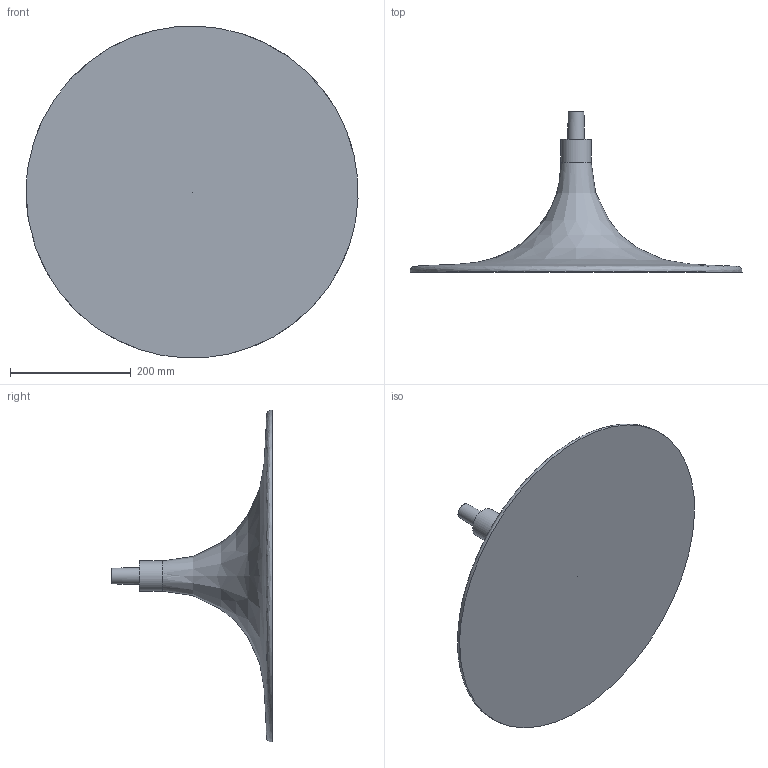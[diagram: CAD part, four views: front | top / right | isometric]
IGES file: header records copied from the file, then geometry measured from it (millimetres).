
Global section: file name: 63HC2 PER RENDERING.igs; native system: Rhinoceros ( Apr  1 2010 ); preprocessor: Trout Lake IGES 012 Apr  1 2010; date: 110113.141831; units: millimetre
Bounding box: 549.87 x 266.05 x 549.54 mm (x, y, z)
Surface area: 524553.1 mm2 (no closed solid volume)
Topology: 0 solids, 0 shells, 6 faces, 18 edges, 12 vertices
Faces by surface type: bspline 6
